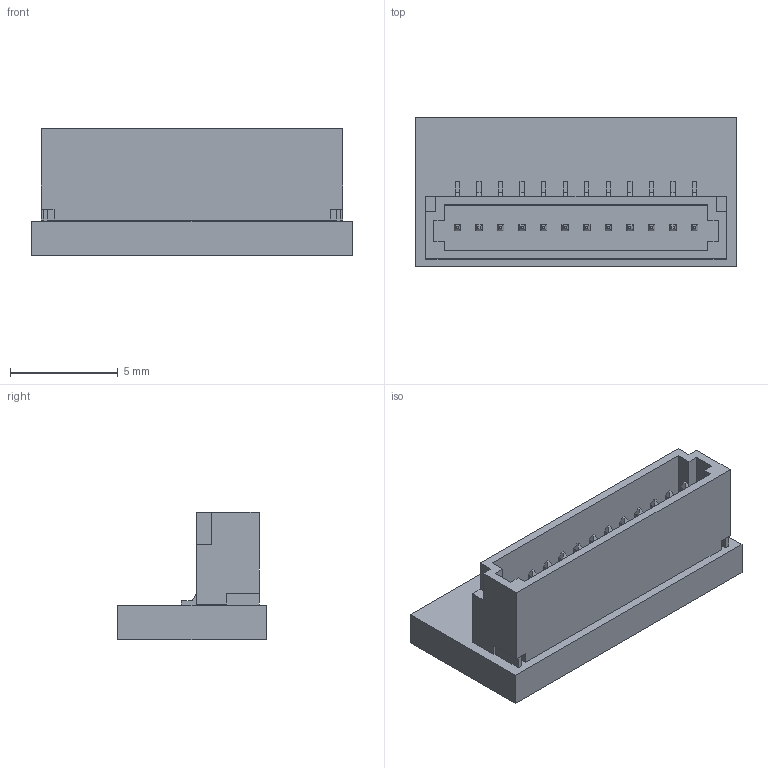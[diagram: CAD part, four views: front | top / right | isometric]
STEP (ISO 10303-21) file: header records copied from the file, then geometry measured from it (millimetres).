
FILE_DESCRIPTION(('Designed by EasyEDA Pro'),'2;1');
FILE_NAME('Open CASCADE Shape Model','2023-07-07T02:25:48',('Author'),( 'Open CASCADE'),'Open CASCADE STEP processor 7.6','Open CASCADE 7.6' ,'Unknown');
FILE_SCHEMA(('AUTOMOTIVE_DESIGN { 1 0 10303 214 1 1 1 1 }'));
Length unit declared in the file: millimetre
Products named in the file (5): PCBModel; COMPOUND; CN2; CONN-SMD_BM12B-SRSS-TB-LF-SN
Assembly tree (4 placements, depth 4):
  PCBModel
    COMPOUND
    CN2
      CONN-SMD_BM12B-SRSS-TB-LF-SN
        COMPOUND
Bounding box: 14.88 x 6.9 x 5.9 mm (x, y, z)
Volume: 258.1 mm3; surface area: 634.2 mm2
Topology: 15 solids, 15 shells, 472 faces, 1235 edges, 806 vertices
Faces by surface type: plane 374, bspline 98
Entity records: 19307 total; most frequent: CARTESIAN_POINT 3824, ORIENTED_EDGE 2470, DIRECTION 1793, EDGE_CURVE 1235, LINE 1035, VECTOR 1035, VERTEX_POINT 806, SURFACE_STYLE_USAGE 499
